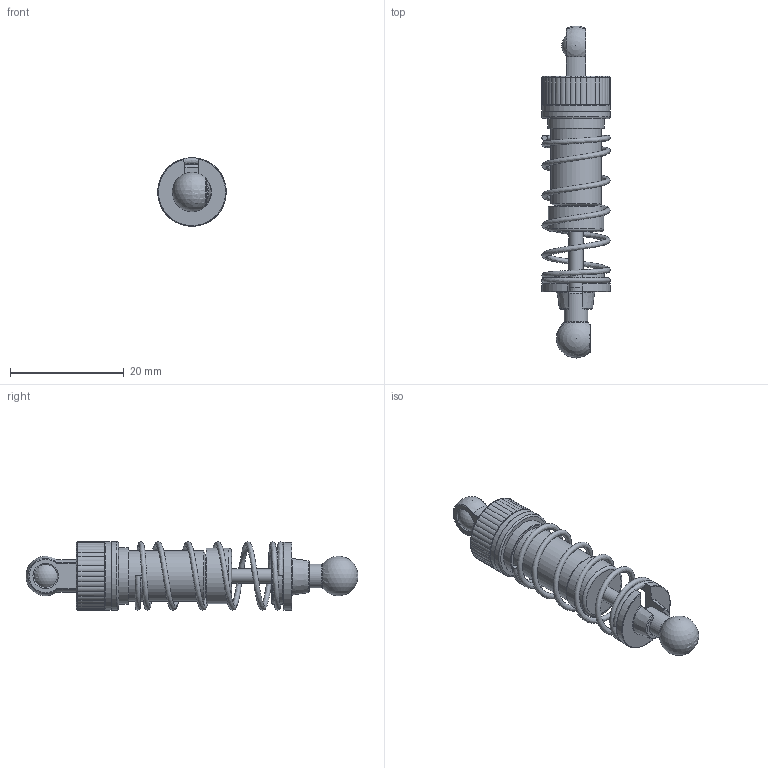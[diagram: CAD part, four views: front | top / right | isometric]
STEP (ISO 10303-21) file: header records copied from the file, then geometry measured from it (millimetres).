
FILE_DESCRIPTION(/* description */ (''),/* implementation_level */ '2;1');
FILE_NAME(/* name */ 'Rear_Shock_absorber_assembly_v6.step',/* time_stamp */ '2022-03-24T12:52:58+04:00',/* author */ (''),/* organization */ (''),/* preprocessor_version */ 'ST-DEVELOPER v18.1',/* originating_system */ 'Autodesk Translation Framework v10.13.0.1454',/* authorisation */ '');
FILE_SCHEMA (('AUTOMOTIVE_DESIGN { 1 0 10303 214 3 1 1 }'));
Length unit declared in the file: millimetre
Products named in the file (14): Rear Shock absorber assembly; E type button; Lower shock absorber socket; Shock absorber cap A; Shock absorber cap B; Shock absorber piston; Shock absorber sealing ring retainer; Shock absorber sealing sleeve; Suspension axis; Suspension cylinder; Suspension seat A; Suspension seat B; Spring; Shock absorber sealing ring
Assembly tree (14 placements, depth 2):
  Rear Shock absorber assembly
    E type button
    Lower shock absorber socket
    Shock absorber cap A
    Shock absorber cap B
    Shock absorber piston
    Shock absorber sealing ring retainer
    Shock absorber sealing sleeve
    Suspension axis
    Suspension cylinder
    Suspension seat A
    Suspension seat B
    Shock absorber sealing ring  x2
    Spring
Bounding box: 12 x 58.26 x 12 mm (x, y, z)
Volume: 2038.9 mm3; surface area: 5203.1 mm2
Topology: 14 solids, 14 shells, 262 faces, 661 edges, 436 vertices
Faces by surface type: cylinder 126, plane 75, torus 30, sphere 13, bspline 13, cone 5
Full cylindrical faces by diameter (mm): 1.76 x1, 2.017 x6, 2.45 x8, 2.52 x3, 2.6 x2, 2.9 x1, 4.13 x1, 4.93 x1, 5.05 x1, 5.47 x1, 6.3 x1, 6.72 x1, 6.95 x1, 7.13 x1, 7.17 x1, 7.6 x2, 8.667 x3, 8.8 x1, 8.9 x1, 9 x1, 9.05 x1, 9.11 x3, 9.7 x1, 9.75 x2, 9.95 x1, 10.193 x3, 12 x2
Entity records: 13439 total; most frequent: CARTESIAN_POINT 6783, DIRECTION 1333, ORIENTED_EDGE 1302, EDGE_CURVE 651, AXIS2_PLACEMENT_3D 554, VERTEX_POINT 435, EDGE_LOOP 294, FACE_OUTER_BOUND 261
